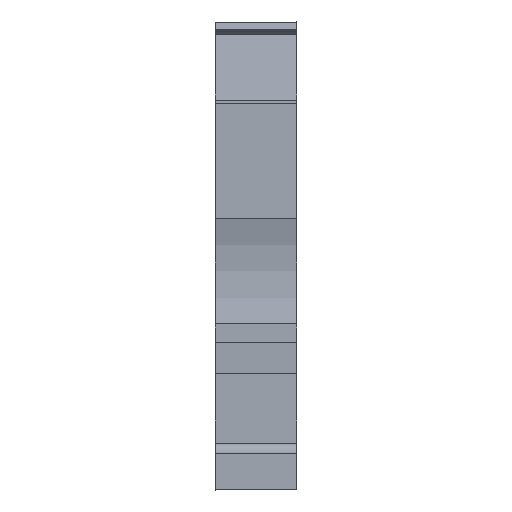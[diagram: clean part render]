
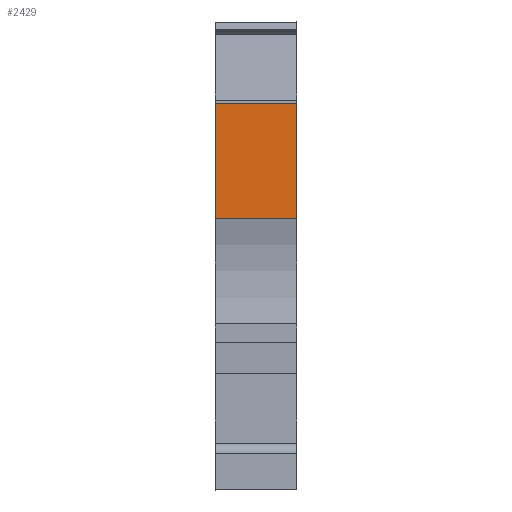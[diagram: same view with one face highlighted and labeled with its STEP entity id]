
A CAD part, front view. The second image highlights one B-rep face of the part: STEP entity #2429.
In plain terms, the highlighted face is planar.
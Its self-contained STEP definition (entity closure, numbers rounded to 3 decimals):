
#358=CARTESIAN_POINT('',(8.291,2.667,47.57));
#359=VERTEX_POINT('',#358);
#367=CARTESIAN_POINT('',(8.291,12.529,47.57));
#368=VERTEX_POINT('',#367);
#369=CARTESIAN_POINT('',(8.291,12.529,47.57));
#370=DIRECTION('',(0.,-1.,0.));
#371=VECTOR('',#370,9.862);
#372=LINE('',#369,#371);
#373=EDGE_CURVE('',#368,#359,#372,.T.);
#1249=CARTESIAN_POINT('',(8.291,12.529,54.57));
#1250=VERTEX_POINT('',#1249);
#1257=CARTESIAN_POINT('',(8.291,2.667,54.57));
#1258=VERTEX_POINT('',#1257);
#1259=CARTESIAN_POINT('',(8.291,12.529,54.57));
#1260=DIRECTION('',(0.,-1.,0.));
#1261=VECTOR('',#1260,9.862);
#1262=LINE('',#1259,#1261);
#1263=EDGE_CURVE('',#1250,#1258,#1262,.T.);
#2396=CARTESIAN_POINT('',(8.291,12.529,54.57));
#2397=DIRECTION('',(0.,0.,-1.));
#2398=VECTOR('',#2397,7.);
#2399=LINE('',#2396,#2398);
#2400=EDGE_CURVE('',#1250,#368,#2399,.T.);
#2413=CARTESIAN_POINT('',(8.291,12.249,47.57));
#2414=DIRECTION('',(1.,0.,0.));
#2415=DIRECTION('',(-0.,1.,0.));
#2416=AXIS2_PLACEMENT_3D('',#2413,#2414,#2415);
#2417=PLANE('',#2416);
#2418=ORIENTED_EDGE('',*,*,#1263,.F.);
#2419=ORIENTED_EDGE('',*,*,#2400,.T.);
#2420=ORIENTED_EDGE('',*,*,#373,.T.);
#2421=CARTESIAN_POINT('',(8.291,2.667,47.57));
#2422=DIRECTION('',(-0.,0.,1.));
#2423=VECTOR('',#2422,7.);
#2424=LINE('',#2421,#2423);
#2425=EDGE_CURVE('',#359,#1258,#2424,.T.);
#2426=ORIENTED_EDGE('',*,*,#2425,.T.);
#2427=EDGE_LOOP('',(#2418,#2419,#2420,#2426));
#2428=FACE_BOUND('',#2427,.T.);
#2429=ADVANCED_FACE('',(#2428),#2417,.F.);
